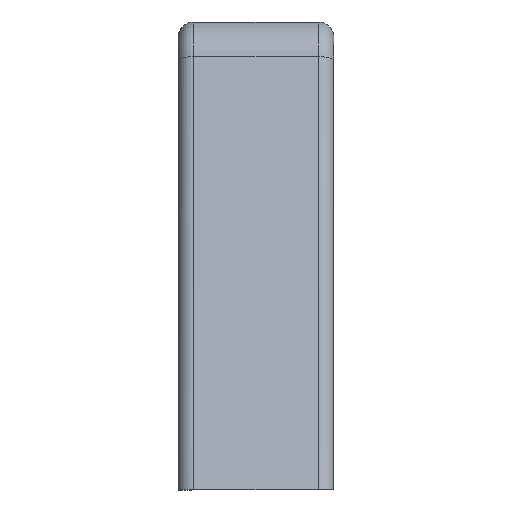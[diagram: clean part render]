
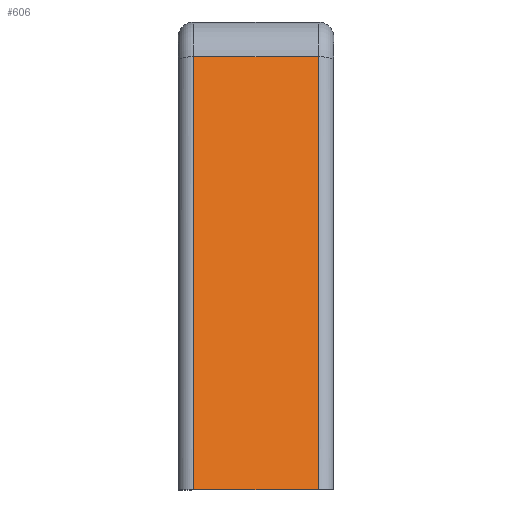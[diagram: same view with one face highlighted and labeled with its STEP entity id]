
A CAD part, front view. The second image highlights one B-rep face of the part: STEP entity #606.
In plain terms, the highlighted planar face has unit normal (0, -0.966, 0.258).
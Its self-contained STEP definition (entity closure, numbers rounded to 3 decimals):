
#228 = VERTEX_POINT('',#229);
#229 = CARTESIAN_POINT('',(-4.,-10.594,27.773));
#236 = EDGE_CURVE('',#228,#237,#239,.T.);
#237 = VERTEX_POINT('',#238);
#238 = CARTESIAN_POINT('',(4.,-10.594,27.773));
#239 = LINE('',#240,#241);
#240 = CARTESIAN_POINT('',(-5.,-10.594,27.773));
#241 = VECTOR('',#242,1.);
#242 = DIRECTION('',(1.,0.,0.));
#606 = ADVANCED_FACE('',(#607),#632,.F.);
#607 = FACE_BOUND('',#608,.F.);
#608 = EDGE_LOOP('',(#609,#610,#618,#626));
#609 = ORIENTED_EDGE('',*,*,#236,.T.);
#610 = ORIENTED_EDGE('',*,*,#611,.T.);
#611 = EDGE_CURVE('',#237,#612,#614,.T.);
#612 = VERTEX_POINT('',#613);
#613 = CARTESIAN_POINT('',(4.,-18.,0.));
#614 = LINE('',#615,#616);
#615 = CARTESIAN_POINT('',(4.,-10.594,27.773));
#616 = VECTOR('',#617,1.);
#617 = DIRECTION('',(0.,-0.258,-0.966));
#618 = ORIENTED_EDGE('',*,*,#619,.F.);
#619 = EDGE_CURVE('',#620,#612,#622,.T.);
#620 = VERTEX_POINT('',#621);
#621 = CARTESIAN_POINT('',(-4.,-18.,0.));
#622 = LINE('',#623,#624);
#623 = CARTESIAN_POINT('',(-5.,-18.,0.));
#624 = VECTOR('',#625,1.);
#625 = DIRECTION('',(1.,0.,0.));
#626 = ORIENTED_EDGE('',*,*,#627,.F.);
#627 = EDGE_CURVE('',#228,#620,#628,.T.);
#628 = LINE('',#629,#630);
#629 = CARTESIAN_POINT('',(-4.,-10.594,27.773));
#630 = VECTOR('',#631,1.);
#631 = DIRECTION('',(0.,-0.258,-0.966));
#632 = PLANE('',#633);
#633 = AXIS2_PLACEMENT_3D('',#634,#635,#636);
#634 = CARTESIAN_POINT('',(-5.,-10.,30.));
#635 = DIRECTION('',(0.,0.966,-0.258));
#636 = DIRECTION('',(0.,-0.258,-0.966));
